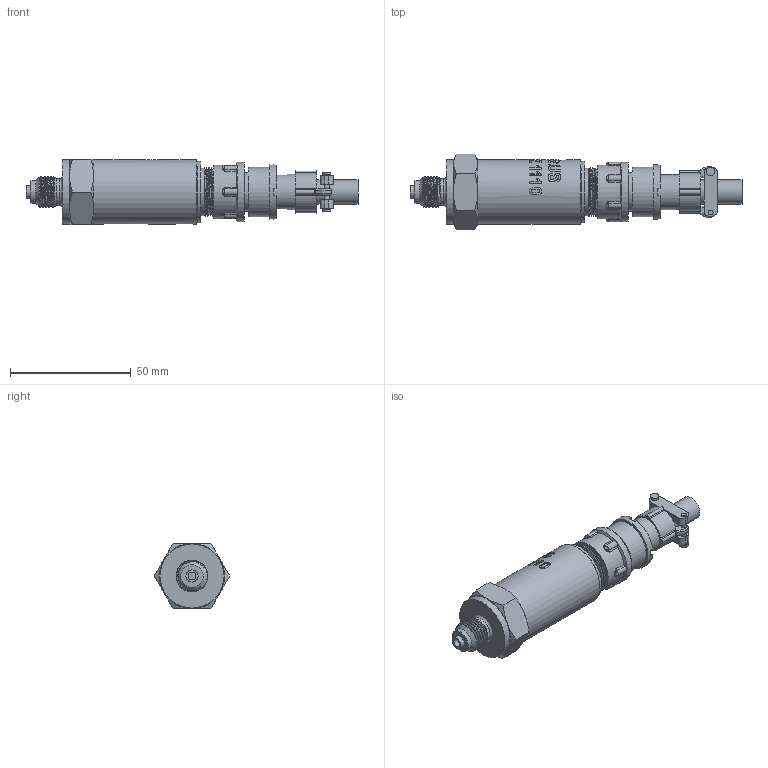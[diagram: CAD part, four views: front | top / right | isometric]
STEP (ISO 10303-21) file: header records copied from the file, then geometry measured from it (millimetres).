
FILE_DESCRIPTION(/* description */ (''),/* implementation_level */ '2;1');
FILE_NAME(/* name */ 'APZ1110_sqqqqqqqqq_2RMDT.step',/* time_stamp */ '2021-08-03T13:55:50+03:00',/* author */ (''),/* organization */ (''),/* preprocessor_version */ 'ST-DEVELOPER v18.1',/* originating_system */ 'Autodesk Translation Framework v10.9.0.1377',/* authorisation */ '');
FILE_SCHEMA (('AUTOMOTIVE_DESIGN { 1 0 10303 214 3 1 1 }'));
Length unit declared in the file: millimetre
Products named in the file (5): АПЗ 1110 - filled; СТ063.000.083 (стакан 
с вальцем) v2; RMDT male v5; RMDT female v7; G1/4 EN
Assembly tree (4 placements, depth 2):
  АПЗ 1110 - filled
    СТ063.000.083 (стакан 
с вальцем) v2
    RMDT male v5
    RMDT female v7
    G1/4 EN
Bounding box: 137.42 x 31.18 x 27 mm (x, y, z)
Volume: 49526.5 mm3; surface area: 17955.3 mm2
Topology: 3 solids, 3 shells, 713 faces, 1844 edges, 1205 vertices
Faces by surface type: bspline 335, plane 185, cylinder 151, cone 23, torus 15, sphere 4
Full cylindrical faces by diameter (mm): 1 x4, 2 x20, 3.3 x1, 3.5 x2, 5 x1, 9 x1, 9.5 x1, 10 x1, 11 x2, 11.445 x4, 13 x1, 14.5 x1, 15 x1, 15.8 x1, 16 x2, 16.741 x2, 17.884 x2, 18 x1, 18.741 x8, 19.8 x1, 19.884 x9, 20 x1, 20.5 x1, 22.3 x1, 22.5 x2, 24.5 x3, 25.5 x1, 26.5 x1
Entity records: 36416 total; most frequent: CARTESIAN_POINT 21105, ORIENTED_EDGE 3680, DIRECTION 2151, EDGE_CURVE 1840, VERTEX_POINT 1205, EDGE_LOOP 793, B_SPLINE_CURVE_WITH_KNOTS 773, AXIS2_PLACEMENT_3D 721
